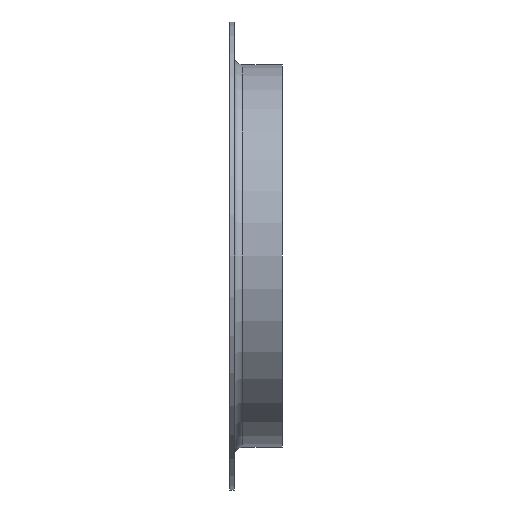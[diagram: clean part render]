
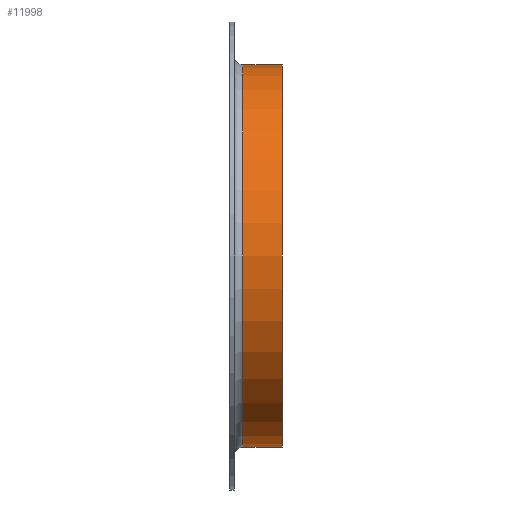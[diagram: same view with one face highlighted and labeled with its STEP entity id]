
A CAD part, front view. The second image highlights one B-rep face of the part: STEP entity #11998.
In plain terms, the highlighted cylindrical face has radius 109.55 mm (diameter 219.1 mm), a full revolution.
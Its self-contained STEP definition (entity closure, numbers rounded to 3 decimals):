
#1223 = CARTESIAN_POINT ( 'NONE',  ( 7.5, 0., 109.55 ) ) ;
#2084 = FACE_OUTER_BOUND ( 'NONE', #7088, .T. ) ;
#2566 = EDGE_CURVE ( 'NONE', #12220, #12220, #11443, .T. ) ;
#3011 = CARTESIAN_POINT ( 'NONE',  ( 7.5, 0., 0. ) ) ;
#3483 = VERTEX_POINT ( 'NONE', #1223 ) ;
#3559 = AXIS2_PLACEMENT_3D ( 'NONE', #3011, #7480, #13148 ) ;
#4023 = CIRCLE ( 'NONE', #3559, 109.55 ) ;
#4273 = DIRECTION ( 'NONE',  ( -1., 0., 0. ) ) ;
#4402 = AXIS2_PLACEMENT_3D ( 'NONE', #5451, #12364, #4572 ) ;
#4490 = CARTESIAN_POINT ( 'NONE',  ( 30., 0., 109.55 ) ) ;
#4572 = DIRECTION ( 'NONE',  ( 0., 0., 1. ) ) ;
#5451 = CARTESIAN_POINT ( 'NONE',  ( 30., 0., 0. ) ) ;
#5700 = ORIENTED_EDGE ( 'NONE', *, *, #2566, .T. ) ;
#7088 = EDGE_LOOP ( 'NONE', ( #5700 ) ) ;
#7480 = DIRECTION ( 'NONE',  ( -1., 0., 0. ) ) ;
#8750 = EDGE_LOOP ( 'NONE', ( #12938 ) ) ;
#8759 = FACE_OUTER_BOUND ( 'NONE', #8750, .T. ) ;
#9731 = DIRECTION ( 'NONE',  ( 0., 0., 1. ) ) ;
#9820 = EDGE_CURVE ( 'NONE', #3483, #3483, #4023, .T. ) ;
#9862 = CARTESIAN_POINT ( 'NONE',  ( 0., 0., 0. ) ) ;
#10821 = CYLINDRICAL_SURFACE ( 'NONE', #11629, 109.55 ) ;
#11443 = CIRCLE ( 'NONE', #4402, 109.55 ) ;
#11629 = AXIS2_PLACEMENT_3D ( 'NONE', #9862, #4273, #9731 ) ;
#11998 = ADVANCED_FACE ( 'NONE', ( #8759, #2084 ), #10821, .T. ) ;
#12220 = VERTEX_POINT ( 'NONE', #4490 ) ;
#12364 = DIRECTION ( 'NONE',  ( -1., 0., 0. ) ) ;
#12938 = ORIENTED_EDGE ( 'NONE', *, *, #9820, .F. ) ;
#13148 = DIRECTION ( 'NONE',  ( 0., 0., 1. ) ) ;
